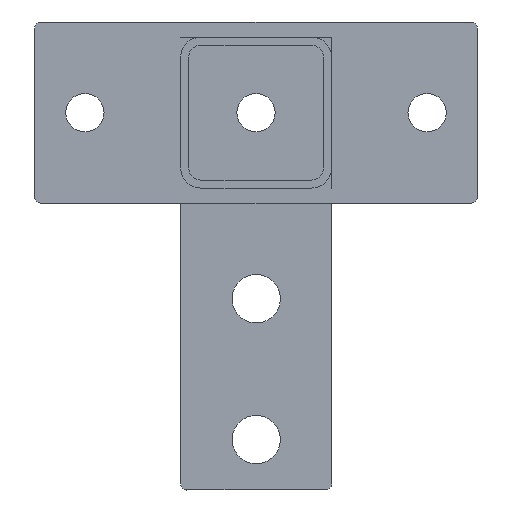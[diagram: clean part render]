
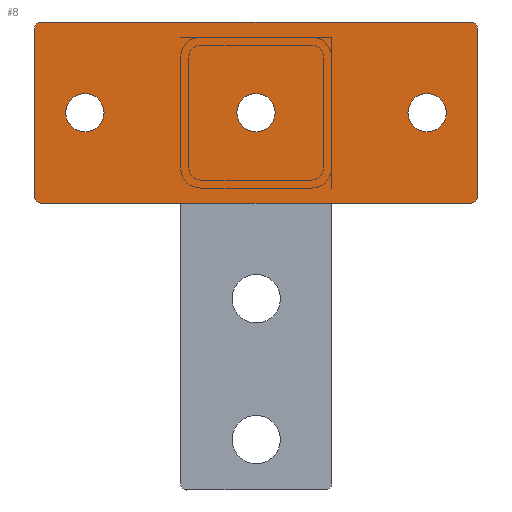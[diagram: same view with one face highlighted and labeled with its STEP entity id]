
A CAD part, front view. The second image highlights one B-rep face of the part: STEP entity #8.
In plain terms, the highlighted face is planar.
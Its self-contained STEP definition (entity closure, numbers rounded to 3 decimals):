
#8 = ADVANCED_FACE ( 'NONE', ( #268, #1889, #76, #1371 ), #640, .F. ) ;
#15 = LINE ( 'NONE', #1119, #1834 ) ;
#46 = ORIENTED_EDGE ( 'NONE', *, *, #852, .T. ) ;
#73 = DIRECTION ( 'NONE',  ( 0., 0., 1. ) ) ;
#76 = FACE_BOUND ( 'NONE', #811, .T. ) ;
#77 = DIRECTION ( 'NONE',  ( 0., 0., -1. ) ) ;
#105 = AXIS2_PLACEMENT_3D ( 'NONE', #2364, #2008, #1123 ) ;
#117 = LINE ( 'NONE', #1960, #493 ) ;
#137 = CARTESIAN_POINT ( 'NONE',  ( -195., 45., -10. ) ) ;
#189 = AXIS2_PLACEMENT_3D ( 'NONE', #2278, #77, #1000 ) ;
#195 = DIRECTION ( 'NONE',  ( 1., 0., 0. ) ) ;
#234 = DIRECTION ( 'NONE',  ( 1., 0., 0. ) ) ;
#236 = CARTESIAN_POINT ( 'NONE',  ( 0., 0., -10. ) ) ;
#268 = FACE_BOUND ( 'NONE', #1070, .T. ) ;
#282 = CARTESIAN_POINT ( 'NONE',  ( -100.5, 45., -10. ) ) ;
#283 = EDGE_CURVE ( 'NONE', #1621, #1479, #1454, .T. ) ;
#313 = CARTESIAN_POINT ( 'NONE',  ( -217., 90., -10. ) ) ;
#338 = CARTESIAN_POINT ( 'NONE',  ( -204.5, 45., -10. ) ) ;
#356 = AXIS2_PLACEMENT_3D ( 'NONE', #1854, #1713, #195 ) ;
#369 = DIRECTION ( 'NONE',  ( 0., 0., 1. ) ) ;
#401 = EDGE_CURVE ( 'NONE', #649, #842, #2272, .T. ) ;
#426 = CARTESIAN_POINT ( 'NONE',  ( -3., 90., -10. ) ) ;
#435 = CARTESIAN_POINT ( 'NONE',  ( -119.5, 45., -10. ) ) ;
#469 = VERTEX_POINT ( 'NONE', #765 ) ;
#475 = EDGE_CURVE ( 'NONE', #1025, #1541, #1511, .T. ) ;
#493 = VECTOR ( 'NONE', #858, 1000. ) ;
#502 = ORIENTED_EDGE ( 'NONE', *, *, #2368, .T. ) ;
#508 = DIRECTION ( 'NONE',  ( 0., 0., 1. ) ) ;
#511 = CARTESIAN_POINT ( 'NONE',  ( 0., 3., -10. ) ) ;
#552 = CARTESIAN_POINT ( 'NONE',  ( -185.5, 45., -10. ) ) ;
#567 = ORIENTED_EDGE ( 'NONE', *, *, #577, .T. ) ;
#576 = DIRECTION ( 'NONE',  ( 0., -1., 0. ) ) ;
#577 = EDGE_CURVE ( 'NONE', #1130, #1419, #925, .T. ) ;
#584 = CIRCLE ( 'NONE', #1935, 3. ) ;
#601 = VERTEX_POINT ( 'NONE', #313 ) ;
#614 = ORIENTED_EDGE ( 'NONE', *, *, #401, .T. ) ;
#640 = PLANE ( 'NONE',  #2088 ) ;
#649 = VERTEX_POINT ( 'NONE', #338 ) ;
#652 = ORIENTED_EDGE ( 'NONE', *, *, #2323, .F. ) ;
#725 = DIRECTION ( 'NONE',  ( 0., 0., -1. ) ) ;
#729 = AXIS2_PLACEMENT_3D ( 'NONE', #1832, #369, #737 ) ;
#737 = DIRECTION ( 'NONE',  ( 1., 0., 0. ) ) ;
#747 = CIRCLE ( 'NONE', #356, 3. ) ;
#765 = CARTESIAN_POINT ( 'NONE',  ( 0., 87., -10. ) ) ;
#794 = AXIS2_PLACEMENT_3D ( 'NONE', #1663, #1478, #1867 ) ;
#811 = EDGE_LOOP ( 'NONE', ( #1748, #1633 ) ) ;
#842 = VERTEX_POINT ( 'NONE', #552 ) ;
#852 = EDGE_CURVE ( 'NONE', #1419, #1130, #1153, .T. ) ;
#858 = DIRECTION ( 'NONE',  ( 0., 1., 0. ) ) ;
#864 = CIRCLE ( 'NONE', #1099, 3. ) ;
#883 = AXIS2_PLACEMENT_3D ( 'NONE', #1545, #73, #234 ) ;
#887 = CARTESIAN_POINT ( 'NONE',  ( -34.5, 45., -10. ) ) ;
#900 = DIRECTION ( 'NONE',  ( -1., 0., 0. ) ) ;
#906 = DIRECTION ( 'NONE',  ( 0., 0., 1. ) ) ;
#925 = CIRCLE ( 'NONE', #883, 9.5 ) ;
#930 = CARTESIAN_POINT ( 'NONE',  ( -3., 0., -10. ) ) ;
#938 = EDGE_LOOP ( 'NONE', ( #1216, #1617, #652, #502, #1030, #1977, #958, #1651 ) ) ;
#958 = ORIENTED_EDGE ( 'NONE', *, *, #2236, .F. ) ;
#979 = VERTEX_POINT ( 'NONE', #426 ) ;
#1000 = DIRECTION ( 'NONE',  ( 1., 0., 0. ) ) ;
#1010 = EDGE_LOOP ( 'NONE', ( #567, #46 ) ) ;
#1015 = EDGE_CURVE ( 'NONE', #842, #649, #1544, .T. ) ;
#1025 = VERTEX_POINT ( 'NONE', #2155 ) ;
#1030 = ORIENTED_EDGE ( 'NONE', *, *, #475, .F. ) ;
#1037 = ORIENTED_EDGE ( 'NONE', *, *, #1015, .T. ) ;
#1054 = CARTESIAN_POINT ( 'NONE',  ( -3., 3., -10. ) ) ;
#1070 = EDGE_LOOP ( 'NONE', ( #1037, #614 ) ) ;
#1098 = VERTEX_POINT ( 'NONE', #511 ) ;
#1099 = AXIS2_PLACEMENT_3D ( 'NONE', #1054, #725, #1843 ) ;
#1119 = CARTESIAN_POINT ( 'NONE',  ( 0., 0., -10. ) ) ;
#1123 = DIRECTION ( 'NONE',  ( 1., 0., 0. ) ) ;
#1130 = VERTEX_POINT ( 'NONE', #1376 ) ;
#1153 = CIRCLE ( 'NONE', #105, 9.5 ) ;
#1203 = DIRECTION ( 'NONE',  ( 0., 0., 1. ) ) ;
#1216 = ORIENTED_EDGE ( 'NONE', *, *, #1731, .F. ) ;
#1371 = FACE_OUTER_BOUND ( 'NONE', #938, .T. ) ;
#1376 = CARTESIAN_POINT ( 'NONE',  ( -15.5, 45., -10. ) ) ;
#1392 = VERTEX_POINT ( 'NONE', #1453 ) ;
#1419 = VERTEX_POINT ( 'NONE', #887 ) ;
#1420 = VECTOR ( 'NONE', #576, 1000. ) ;
#1453 = CARTESIAN_POINT ( 'NONE',  ( -217., 0., -10. ) ) ;
#1454 = CIRCLE ( 'NONE', #1764, 9.5 ) ;
#1455 = DIRECTION ( 'NONE',  ( 0., 0., -1. ) ) ;
#1470 = AXIS2_PLACEMENT_3D ( 'NONE', #137, #906, #1634 ) ;
#1471 = EDGE_CURVE ( 'NONE', #1479, #1621, #1780, .T. ) ;
#1478 = DIRECTION ( 'NONE',  ( 0., 0., 1. ) ) ;
#1479 = VERTEX_POINT ( 'NONE', #282 ) ;
#1511 = LINE ( 'NONE', #2222, #1420 ) ;
#1517 = EDGE_CURVE ( 'NONE', #979, #469, #2105, .T. ) ;
#1541 = VERTEX_POINT ( 'NONE', #1548 ) ;
#1544 = CIRCLE ( 'NONE', #1470, 9.5 ) ;
#1545 = CARTESIAN_POINT ( 'NONE',  ( -25., 45., -10. ) ) ;
#1548 = CARTESIAN_POINT ( 'NONE',  ( -220., 3., -10. ) ) ;
#1617 = ORIENTED_EDGE ( 'NONE', *, *, #2260, .T. ) ;
#1621 = VERTEX_POINT ( 'NONE', #435 ) ;
#1633 = ORIENTED_EDGE ( 'NONE', *, *, #283, .T. ) ;
#1634 = DIRECTION ( 'NONE',  ( 1., 0., 0. ) ) ;
#1642 = CARTESIAN_POINT ( 'NONE',  ( -217., 87., -10. ) ) ;
#1643 = VECTOR ( 'NONE', #900, 1000. ) ;
#1651 = ORIENTED_EDGE ( 'NONE', *, *, #1517, .T. ) ;
#1663 = CARTESIAN_POINT ( 'NONE',  ( -195., 45., -10. ) ) ;
#1713 = DIRECTION ( 'NONE',  ( 0., 0., -1. ) ) ;
#1723 = DIRECTION ( 'NONE',  ( 1., 0., 0. ) ) ;
#1731 = EDGE_CURVE ( 'NONE', #1098, #469, #117, .T. ) ;
#1748 = ORIENTED_EDGE ( 'NONE', *, *, #1471, .T. ) ;
#1764 = AXIS2_PLACEMENT_3D ( 'NONE', #2156, #508, #1792 ) ;
#1765 = VERTEX_POINT ( 'NONE', #930 ) ;
#1780 = CIRCLE ( 'NONE', #729, 9.5 ) ;
#1792 = DIRECTION ( 'NONE',  ( 1., 0., 0. ) ) ;
#1825 = CARTESIAN_POINT ( 'NONE',  ( 0., 90., -10. ) ) ;
#1832 = CARTESIAN_POINT ( 'NONE',  ( -110., 45., -10. ) ) ;
#1834 = VECTOR ( 'NONE', #1723, 1000. ) ;
#1843 = DIRECTION ( 'NONE',  ( 1., 0., 0. ) ) ;
#1854 = CARTESIAN_POINT ( 'NONE',  ( -217., 3., -10. ) ) ;
#1867 = DIRECTION ( 'NONE',  ( 1., 0., 0. ) ) ;
#1889 = FACE_BOUND ( 'NONE', #1010, .T. ) ;
#1935 = AXIS2_PLACEMENT_3D ( 'NONE', #1642, #1455, #2171 ) ;
#1960 = CARTESIAN_POINT ( 'NONE',  ( 0., 0., -10. ) ) ;
#1977 = ORIENTED_EDGE ( 'NONE', *, *, #2247, .T. ) ;
#2008 = DIRECTION ( 'NONE',  ( 0., 0., 1. ) ) ;
#2088 = AXIS2_PLACEMENT_3D ( 'NONE', #236, #1203, #2294 ) ;
#2105 = CIRCLE ( 'NONE', #189, 3. ) ;
#2155 = CARTESIAN_POINT ( 'NONE',  ( -220., 87., -10. ) ) ;
#2156 = CARTESIAN_POINT ( 'NONE',  ( -110., 45., -10. ) ) ;
#2171 = DIRECTION ( 'NONE',  ( 1., 0., 0. ) ) ;
#2222 = CARTESIAN_POINT ( 'NONE',  ( -220., 0., -10. ) ) ;
#2236 = EDGE_CURVE ( 'NONE', #979, #601, #2348, .T. ) ;
#2247 = EDGE_CURVE ( 'NONE', #1025, #601, #584, .T. ) ;
#2260 = EDGE_CURVE ( 'NONE', #1098, #1765, #864, .T. ) ;
#2272 = CIRCLE ( 'NONE', #794, 9.5 ) ;
#2278 = CARTESIAN_POINT ( 'NONE',  ( -3., 87., -10. ) ) ;
#2294 = DIRECTION ( 'NONE',  ( 1., 0., 0. ) ) ;
#2323 = EDGE_CURVE ( 'NONE', #1392, #1765, #15, .T. ) ;
#2348 = LINE ( 'NONE', #1825, #1643 ) ;
#2364 = CARTESIAN_POINT ( 'NONE',  ( -25., 45., -10. ) ) ;
#2368 = EDGE_CURVE ( 'NONE', #1392, #1541, #747, .T. ) ;
